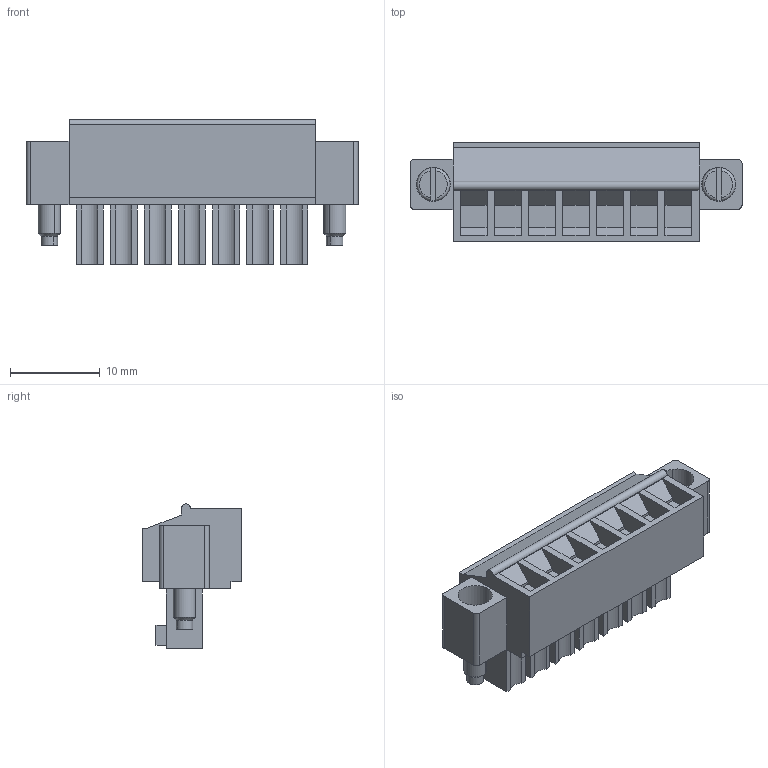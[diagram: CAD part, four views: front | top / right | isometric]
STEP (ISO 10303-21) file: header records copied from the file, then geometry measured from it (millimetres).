
FILE_DESCRIPTION(('CATIA V5 STEP Exchange','CAx-IF Rec.Pracs.--- Model Styling and Organization---1.2---2011-12-15'),'2;1');
FILE_NAME ('D1456947_0_1837020000_1837020000.stp','2018-09-19T13:56:00+00:00',('none'),('Weidmueller'),'CATIA Version 5-6 Release 2014','CATIA V5 STEP AP214','none');
FILE_SCHEMA(('AUTOMOTIVE_DESIGN { 1 0 10303 214 1 1 1 1 }'));
Length unit declared in the file: millimetre
Products named in the file (1): 1837020000
Bounding box: 37.06 x 11.1 x 16.1 mm (x, y, z)
Volume: 2964.3 mm3; surface area: 2929 mm2
Topology: 3 solids, 3 shells, 285 faces, 723 edges, 476 vertices
Faces by surface type: plane 198, cylinder 57, cone 22, torus 8
Entity records: 7724 total; most frequent: ORIENTED_EDGE 1446, CARTESIAN_POINT 1377, DIRECTION 1005, EDGE_CURVE 723, VECTOR 547, LINE 547, VERTEX_POINT 476, EDGE_LOOP 321
